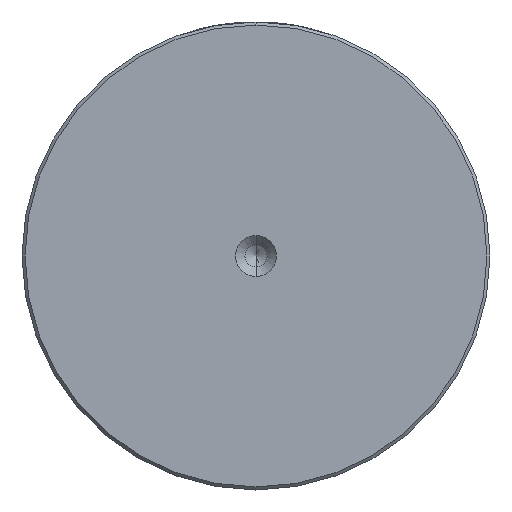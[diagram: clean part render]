
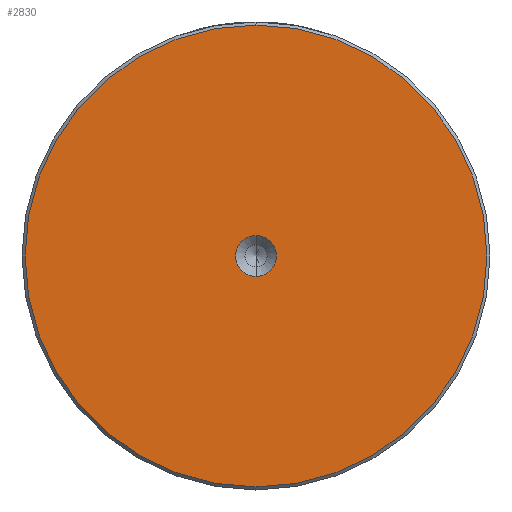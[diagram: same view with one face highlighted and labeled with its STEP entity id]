
A CAD part, left-side view. The second image highlights one B-rep face of the part: STEP entity #2830.
In plain terms, the highlighted planar face has unit normal (-1, 0, 0).
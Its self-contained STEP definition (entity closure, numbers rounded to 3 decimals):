
#35 = DIRECTION ( 'NONE',  ( -1., 0., 0. ) ) ;
#65 = DIRECTION ( 'NONE',  ( 0., 0., 1. ) ) ;
#100 = AXIS2_PLACEMENT_3D ( 'NONE', #1619, #35, #1895 ) ;
#105 = ORIENTED_EDGE ( 'NONE', *, *, #868, .T. ) ;
#305 = CARTESIAN_POINT ( 'NONE',  ( 0., 0., 3.3 ) ) ;
#563 = ORIENTED_EDGE ( 'NONE', *, *, #2828, .T. ) ;
#603 = DIRECTION ( 'NONE',  ( 0., 0., 1. ) ) ;
#808 = EDGE_LOOP ( 'NONE', ( #563, #105 ) ) ;
#868 = EDGE_CURVE ( 'NONE', #2921, #1855, #2634, .T. ) ;
#904 = DIRECTION ( 'NONE',  ( -1., 0., 0. ) ) ;
#1105 = CARTESIAN_POINT ( 'NONE',  ( 0., 0., 0. ) ) ;
#1230 = CIRCLE ( 'NONE', #1690, 37.5 ) ;
#1253 = AXIS2_PLACEMENT_3D ( 'NONE', #2486, #904, #2739 ) ;
#1373 = DIRECTION ( 'NONE',  ( -1., 0., 0. ) ) ;
#1419 = VERTEX_POINT ( 'NONE', #3356 ) ;
#1439 = CARTESIAN_POINT ( 'NONE',  ( 0., 0., -37.5 ) ) ;
#1487 = CARTESIAN_POINT ( 'NONE',  ( 0., 0., 0. ) ) ;
#1560 = ORIENTED_EDGE ( 'NONE', *, *, #2157, .F. ) ;
#1568 = AXIS2_PLACEMENT_3D ( 'NONE', #1487, #2170, #603 ) ;
#1619 = CARTESIAN_POINT ( 'NONE',  ( 0., 0., 0. ) ) ;
#1628 = VERTEX_POINT ( 'NONE', #305 ) ;
#1638 = PLANE ( 'NONE',  #2561 ) ;
#1652 = DIRECTION ( 'NONE',  ( -1., 0., 0. ) ) ;
#1690 = AXIS2_PLACEMENT_3D ( 'NONE', #2929, #1373, #3196 ) ;
#1734 = EDGE_CURVE ( 'NONE', #1628, #1419, #3282, .T. ) ;
#1855 = VERTEX_POINT ( 'NONE', #1439 ) ;
#1870 = FACE_BOUND ( 'NONE', #2392, .T. ) ;
#1895 = DIRECTION ( 'NONE',  ( 0., 0., 1. ) ) ;
#2156 = CIRCLE ( 'NONE', #1253, 3.3 ) ;
#2157 = EDGE_CURVE ( 'NONE', #1419, #1628, #2156, .T. ) ;
#2170 = DIRECTION ( 'NONE',  ( -1., 0., 0. ) ) ;
#2211 = CARTESIAN_POINT ( 'NONE',  ( 0., 0., 37.5 ) ) ;
#2392 = EDGE_LOOP ( 'NONE', ( #3306, #1560 ) ) ;
#2486 = CARTESIAN_POINT ( 'NONE',  ( 0., 0., 0. ) ) ;
#2561 = AXIS2_PLACEMENT_3D ( 'NONE', #1105, #1652, #65 ) ;
#2634 = CIRCLE ( 'NONE', #100, 37.5 ) ;
#2700 = FACE_OUTER_BOUND ( 'NONE', #808, .T. ) ;
#2739 = DIRECTION ( 'NONE',  ( 0., 0., 1. ) ) ;
#2828 = EDGE_CURVE ( 'NONE', #1855, #2921, #1230, .T. ) ;
#2830 = ADVANCED_FACE ( 'NONE', ( #2700, #1870 ), #1638, .T. ) ;
#2921 = VERTEX_POINT ( 'NONE', #2211 ) ;
#2929 = CARTESIAN_POINT ( 'NONE',  ( 0., 0., 0. ) ) ;
#3196 = DIRECTION ( 'NONE',  ( 0., 0., 1. ) ) ;
#3282 = CIRCLE ( 'NONE', #1568, 3.3 ) ;
#3306 = ORIENTED_EDGE ( 'NONE', *, *, #1734, .F. ) ;
#3356 = CARTESIAN_POINT ( 'NONE',  ( 0., 0., -3.3 ) ) ;
